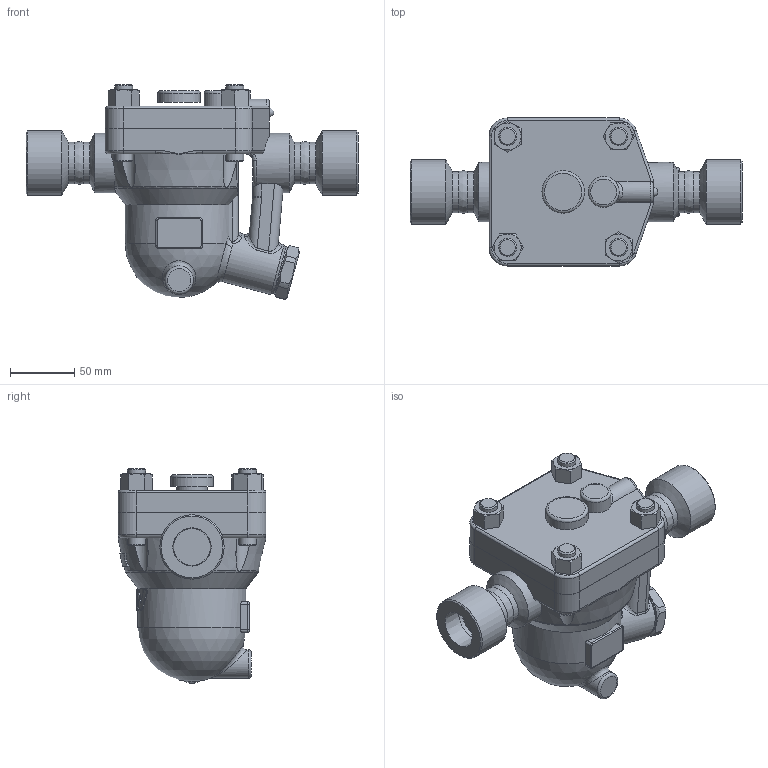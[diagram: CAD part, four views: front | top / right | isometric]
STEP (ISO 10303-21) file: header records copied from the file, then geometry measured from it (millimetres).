
FILE_DESCRIPTION((''),'2;1');
FILE_NAME('j5slb-025-screw-00.stp','2010-09-17T14:12:59',('nakaot'),(''),'Autodesk Inventor 2008','Autodesk Inventor 2008','');
FILE_SCHEMA(('AUTOMOTIVE_DESIGN { 1 0 10303 214 1 1 1 1 }'));
Length unit declared in the file: millimetre
Products named in the file (1): j5slb-025-screw-00
Bounding box: 258 x 115 x 166.92 mm (x, y, z)
Volume: 1496804.7 mm3; surface area: 135589.9 mm2
Topology: 2 solids, 3 shells, 330 faces, 794 edges, 495 vertices
Faces by surface type: plane 108, cylinder 84, bspline 70, cone 50, torus 16, sphere 2
Full cylindrical faces by diameter (mm): 14 x12, 22 x1, 24 x1, 28.575 x1, 32 x3, 33 x1, 38 x1, 40 x1, 46 x2, 50 x1, 80 x1
Entity records: 19834 total; most frequent: CARTESIAN_POINT 12941, ORIENTED_EDGE 1440, DIRECTION 1318, EDGE_CURVE 720, AXIS2_PLACEMENT_3D 552, VERTEX_POINT 480, EDGE_LOOP 424, FACE_OUTER_BOUND 328
